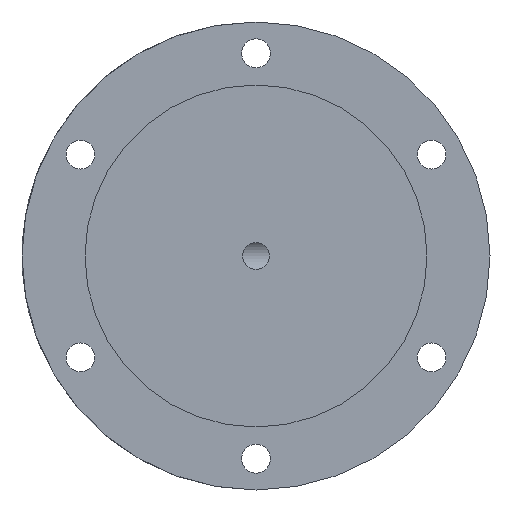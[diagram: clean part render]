
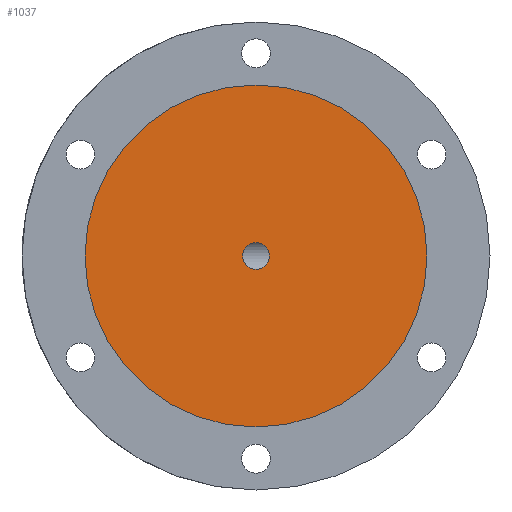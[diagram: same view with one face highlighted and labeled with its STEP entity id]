
A CAD part, front view. The second image highlights one B-rep face of the part: STEP entity #1037.
In plain terms, the highlighted planar face has unit normal (0, -1, 0).
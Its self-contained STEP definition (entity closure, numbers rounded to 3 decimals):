
#5 = EDGE_LOOP ( 'NONE', ( #745, #834 ) ) ;
#29 = PLANE ( 'NONE',  #622 ) ;
#32 = CARTESIAN_POINT ( 'NONE',  ( 0., 0., 0. ) ) ;
#56 = AXIS2_PLACEMENT_3D ( 'NONE', #216, #808, #303 ) ;
#67 = FACE_OUTER_BOUND ( 'NONE', #786, .T. ) ;
#78 = CARTESIAN_POINT ( 'NONE',  ( 0., 0., -19. ) ) ;
#84 = DIRECTION ( 'NONE',  ( 0., -1., 0. ) ) ;
#87 = CARTESIAN_POINT ( 'NONE',  ( 0., 0., -1.5 ) ) ;
#103 = CIRCLE ( 'NONE', #626, 1.5 ) ;
#105 = DIRECTION ( 'NONE',  ( 0., -1., 0. ) ) ;
#162 = DIRECTION ( 'NONE',  ( 0., 0., -1. ) ) ;
#171 = EDGE_CURVE ( 'NONE', #427, #656, #967, .T. ) ;
#176 = AXIS2_PLACEMENT_3D ( 'NONE', #828, #325, #916 ) ;
#180 = CARTESIAN_POINT ( 'NONE',  ( 0., 0., 19. ) ) ;
#216 = CARTESIAN_POINT ( 'NONE',  ( 0., 0., 0. ) ) ;
#237 = CARTESIAN_POINT ( 'NONE',  ( 0., 0., 1.5 ) ) ;
#303 = DIRECTION ( 'NONE',  ( 0., 0., 1. ) ) ;
#311 = ORIENTED_EDGE ( 'NONE', *, *, #345, .F. ) ;
#325 = DIRECTION ( 'NONE',  ( 0., 1., 0. ) ) ;
#345 = EDGE_CURVE ( 'NONE', #988, #442, #1071, .T. ) ;
#427 = VERTEX_POINT ( 'NONE', #87 ) ;
#442 = VERTEX_POINT ( 'NONE', #78 ) ;
#479 = FACE_BOUND ( 'NONE', #5, .T. ) ;
#582 = CARTESIAN_POINT ( 'NONE',  ( 0., 0., 0. ) ) ;
#613 = ORIENTED_EDGE ( 'NONE', *, *, #637, .F. ) ;
#622 = AXIS2_PLACEMENT_3D ( 'NONE', #32, #105, #682 ) ;
#626 = AXIS2_PLACEMENT_3D ( 'NONE', #582, #84, #657 ) ;
#637 = EDGE_CURVE ( 'NONE', #442, #988, #1022, .T. ) ;
#656 = VERTEX_POINT ( 'NONE', #237 ) ;
#657 = DIRECTION ( 'NONE',  ( 0., 0., -1. ) ) ;
#674 = AXIS2_PLACEMENT_3D ( 'NONE', #1067, #909, #162 ) ;
#682 = DIRECTION ( 'NONE',  ( 0., 0., -1. ) ) ;
#696 = EDGE_CURVE ( 'NONE', #656, #427, #103, .T. ) ;
#745 = ORIENTED_EDGE ( 'NONE', *, *, #171, .F. ) ;
#786 = EDGE_LOOP ( 'NONE', ( #311, #613 ) ) ;
#808 = DIRECTION ( 'NONE',  ( 0., 1., 0. ) ) ;
#828 = CARTESIAN_POINT ( 'NONE',  ( 0., 0., 0. ) ) ;
#834 = ORIENTED_EDGE ( 'NONE', *, *, #696, .F. ) ;
#909 = DIRECTION ( 'NONE',  ( 0., -1., 0. ) ) ;
#916 = DIRECTION ( 'NONE',  ( 0., 0., 1. ) ) ;
#967 = CIRCLE ( 'NONE', #674, 1.5 ) ;
#988 = VERTEX_POINT ( 'NONE', #180 ) ;
#1022 = CIRCLE ( 'NONE', #176, 19. ) ;
#1037 = ADVANCED_FACE ( 'NONE', ( #479, #67 ), #29, .T. ) ;
#1067 = CARTESIAN_POINT ( 'NONE',  ( 0., 0., 0. ) ) ;
#1071 = CIRCLE ( 'NONE', #56, 19. ) ;
